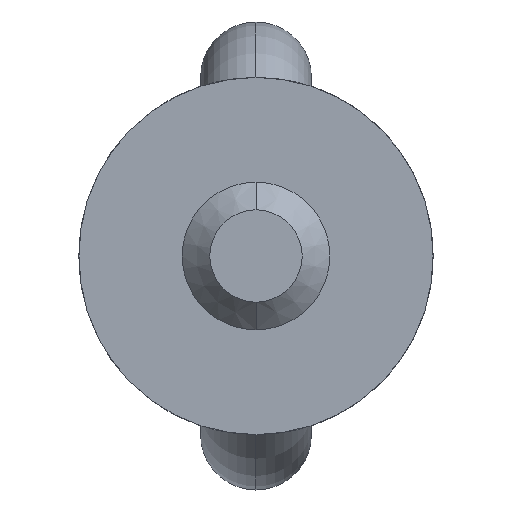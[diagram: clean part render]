
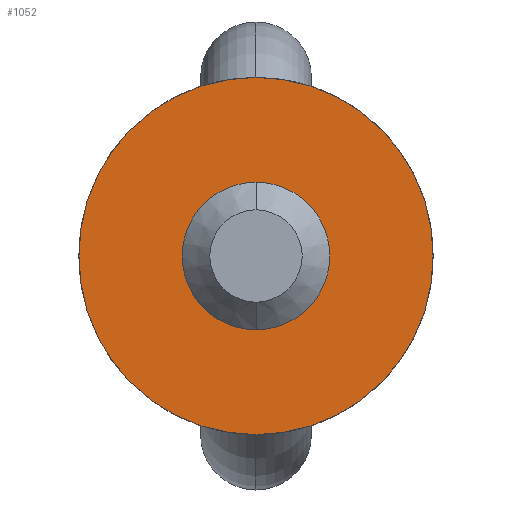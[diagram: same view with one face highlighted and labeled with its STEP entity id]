
A CAD part, front view. The second image highlights one B-rep face of the part: STEP entity #1052.
In plain terms, the highlighted planar face has unit normal (0, -1, 0).
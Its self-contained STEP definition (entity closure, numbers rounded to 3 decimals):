
#1052=ADVANCED_FACE('',(#2145,#2146),#2147,.F.);
#2145=FACE_OUTER_BOUND('',#6309,.T.);
#2146=FACE_BOUND('',#6310,.T.);
#2147=PLANE('',#6311);
#6309=EDGE_LOOP('',(#10608,#10609,#10610,#10611));
#6310=EDGE_LOOP('',(#10612,#10613));
#6311=AXIS2_PLACEMENT_3D('',#10614,#10615,#10616);
#10608=ORIENTED_EDGE('',*,*,#12225,.F.);
#10609=ORIENTED_EDGE('',*,*,#12197,.T.);
#10610=ORIENTED_EDGE('',*,*,#12246,.T.);
#10611=ORIENTED_EDGE('',*,*,#12208,.F.);
#10612=ORIENTED_EDGE('',*,*,#12178,.T.);
#10613=ORIENTED_EDGE('',*,*,#12280,.T.);
#10614=CARTESIAN_POINT('',(0.0,-57.75,0.0));
#10615=DIRECTION('',(0.0,1.0,0.0));
#10616=DIRECTION('',(1.0,0.0,-0.0));
#12178=EDGE_CURVE('',#14108,#14112,#14114,.T.);
#12197=EDGE_CURVE('',#14143,#14140,#14144,.T.);
#12208=EDGE_CURVE('',#14161,#14164,#14165,.T.);
#12225=EDGE_CURVE('',#14143,#14161,#14195,.T.);
#12246=EDGE_CURVE('',#14140,#14164,#14228,.T.);
#12280=EDGE_CURVE('',#14112,#14108,#14280,.T.);
#14108=VERTEX_POINT('',#19762);
#14112=VERTEX_POINT('',#19766);
#14114=CIRCLE('',#19768,11.8);
#14140=VERTEX_POINT('',#19802);
#14143=VERTEX_POINT('',#19806);
#14144=CIRCLE('',#19807,28.754);
#14161=VERTEX_POINT('',#19963);
#14164=VERTEX_POINT('',#19967);
#14165=CIRCLE('',#19968,28.754);
#14195=CIRCLE('',#20274,28.754);
#14228=CIRCLE('',#20489,28.754);
#14280=CIRCLE('',#20757,11.8);
#19762=CARTESIAN_POINT('',(0.0,-57.75,11.8));
#19766=CARTESIAN_POINT('',(0.,-57.75,-11.8));
#19768=AXIS2_PLACEMENT_3D('',#23724,#23725,#23726);
#19802=CARTESIAN_POINT('',(0.,-57.75,-29.0));
#19806=CARTESIAN_POINT('',(-28.753,-57.75,0.0));
#19807=AXIS2_PLACEMENT_3D('',#23748,#23749,#23750);
#19963=CARTESIAN_POINT('',(0.,-57.75,29.0));
#19967=CARTESIAN_POINT('',(28.753,-57.75,0.0));
#19968=AXIS2_PLACEMENT_3D('',#23757,#23758,#23759);
#20274=AXIS2_PLACEMENT_3D('',#23769,#23770,#23771);
#20489=AXIS2_PLACEMENT_3D('',#23789,#23790,#23791);
#20757=AXIS2_PLACEMENT_3D('',#23820,#23821,#23822);
#23724=CARTESIAN_POINT('',(0.0,-57.75,0.0));
#23725=DIRECTION('',(0.0,1.0,0.0));
#23726=DIRECTION('',(0.0,0.0,1.0));
#23748=CARTESIAN_POINT('',(0.0,-57.75,-0.246));
#23749=DIRECTION('',(0.0,-1.0,0.0));
#23750=DIRECTION('',(0.0,0.0,-1.0));
#23757=CARTESIAN_POINT('',(0.0,-57.75,0.246));
#23758=DIRECTION('',(0.0,1.0,0.0));
#23759=DIRECTION('',(0.0,0.0,1.0));
#23769=CARTESIAN_POINT('',(0.0,-57.75,0.246));
#23770=DIRECTION('',(0.0,1.0,0.0));
#23771=DIRECTION('',(0.0,0.0,1.0));
#23789=CARTESIAN_POINT('',(0.0,-57.75,-0.246));
#23790=DIRECTION('',(0.0,-1.0,0.0));
#23791=DIRECTION('',(0.0,0.0,-1.0));
#23820=CARTESIAN_POINT('',(0.0,-57.75,0.0));
#23821=DIRECTION('',(0.0,1.0,0.0));
#23822=DIRECTION('',(0.0,0.0,1.0));
